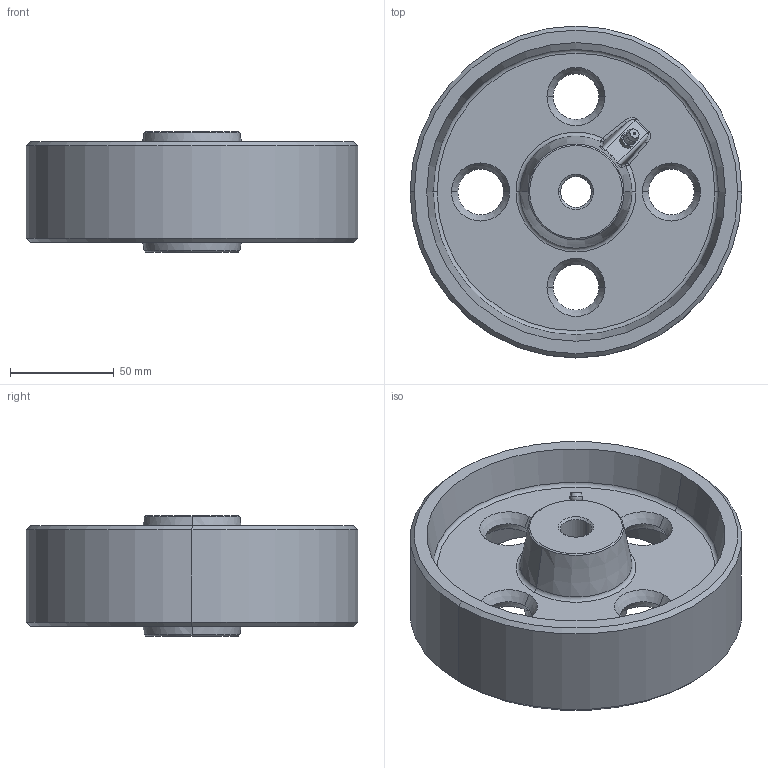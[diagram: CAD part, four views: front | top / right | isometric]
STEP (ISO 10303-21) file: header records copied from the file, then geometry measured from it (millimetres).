
FILE_DESCRIPTION (( 'STEP AP214' ), '1' );
FILE_NAME ('0010084_GGG-160-50-58-G15-blau.STEP', '2015-09-22T11:17:45', ( '' ), ( '' ), 'SwSTEP 2.0', 'SolidWorks 2014', '' );
FILE_SCHEMA (( 'AUTOMOTIVE_DESIGN' ));
Length unit declared in the file: millimetre
Products named in the file (1): 0010084_GGG-160-50-58-G15-blau
Bounding box: 160 x 160 x 58 mm (x, y, z)
Volume: 443446.1 mm3; surface area: 84857.3 mm2
Topology: 2 solids, 2 shells, 101 faces, 223 edges, 131 vertices
Faces by surface type: cone 46, plane 19, cylinder 13, bspline 10, torus 9, sphere 4
Entity records: 4308 total; most frequent: CARTESIAN_POINT 952, DIRECTION 488, ORIENTED_EDGE 438, EDGE_CURVE 219, AXIS2_PLACEMENT_3D 209, VERTEX_POINT 129, EDGE_LOOP 118, CIRCLE 117
